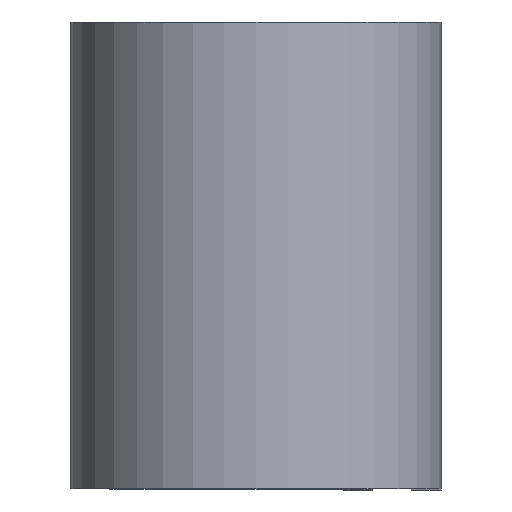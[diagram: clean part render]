
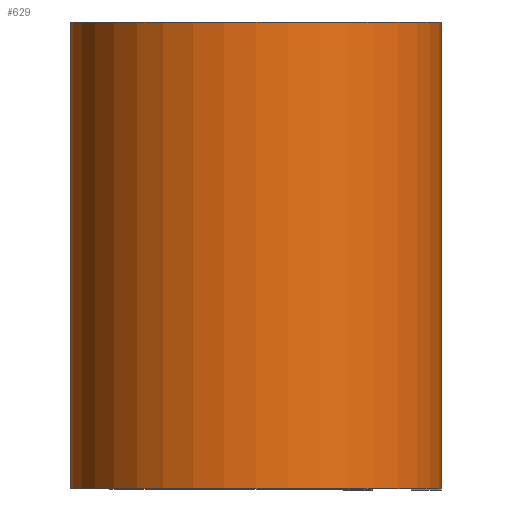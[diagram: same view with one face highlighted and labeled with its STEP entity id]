
A CAD part, top view. The second image highlights one B-rep face of the part: STEP entity #629.
In plain terms, the highlighted cylindrical face has radius 7.569 mm (diameter 15.138 mm), a partial arc.
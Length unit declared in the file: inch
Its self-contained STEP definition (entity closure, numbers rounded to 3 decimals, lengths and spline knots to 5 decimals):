
#28 = EDGE_LOOP ( 'NONE', ( #29, #417, #577, #69 ) ) ;
#29 = ORIENTED_EDGE ( 'NONE', *, *, #649, .T. ) ;
#30 = VECTOR ( 'NONE', #339, 39.37008 ) ;
#69 = ORIENTED_EDGE ( 'NONE', *, *, #572, .T. ) ;
#78 = CARTESIAN_POINT ( 'NONE',  ( 0., 0.375, -0.298 ) ) ;
#114 = AXIS2_PLACEMENT_3D ( 'NONE', #313, #306, #210 ) ;
#133 = VERTEX_POINT ( 'NONE', #736 ) ;
#152 = AXIS2_PLACEMENT_3D ( 'NONE', #255, #201, #672 ) ;
#193 = CIRCLE ( 'NONE', #615, 0.298 ) ;
#201 = DIRECTION ( 'NONE',  ( 0., 1., 0. ) ) ;
#210 = DIRECTION ( 'NONE',  ( 0., 0., -1. ) ) ;
#222 = VECTOR ( 'NONE', #487, 39.37008 ) ;
#236 = CYLINDRICAL_SURFACE ( 'NONE', #114, 0.298 ) ;
#255 = CARTESIAN_POINT ( 'NONE',  ( 0., -0.375, 0. ) ) ;
#257 = CIRCLE ( 'NONE', #152, 0.298 ) ;
#306 = DIRECTION ( 'NONE',  ( 0., -1., 0. ) ) ;
#313 = CARTESIAN_POINT ( 'NONE',  ( 0., 0.375, 0. ) ) ;
#339 = DIRECTION ( 'NONE',  ( 0., -1., 0. ) ) ;
#340 = EDGE_CURVE ( 'NONE', #405, #696, #193, .T. ) ;
#393 = LINE ( 'NONE', #551, #222 ) ;
#405 = VERTEX_POINT ( 'NONE', #78 ) ;
#415 = FACE_OUTER_BOUND ( 'NONE', #28, .T. ) ;
#417 = ORIENTED_EDGE ( 'NONE', *, *, #661, .F. ) ;
#435 = CARTESIAN_POINT ( 'NONE',  ( 0., 0.375, 0. ) ) ;
#439 = DIRECTION ( 'NONE',  ( 0., 1., 0. ) ) ;
#441 = DIRECTION ( 'NONE',  ( 1., 0., 0. ) ) ;
#487 = DIRECTION ( 'NONE',  ( 0., -1., 0. ) ) ;
#523 = CARTESIAN_POINT ( 'NONE',  ( 0., -0.375, -0.298 ) ) ;
#551 = CARTESIAN_POINT ( 'NONE',  ( 0.298, 0.375, 0. ) ) ;
#572 = EDGE_CURVE ( 'NONE', #405, #591, #630, .T. ) ;
#577 = ORIENTED_EDGE ( 'NONE', *, *, #340, .F. ) ;
#591 = VERTEX_POINT ( 'NONE', #523 ) ;
#615 = AXIS2_PLACEMENT_3D ( 'NONE', #435, #439, #441 ) ;
#629 = ADVANCED_FACE ( 'NONE', ( #415 ), #236, .T. ) ;
#630 = LINE ( 'NONE', #709, #30 ) ;
#649 = EDGE_CURVE ( 'NONE', #591, #133, #257, .T. ) ;
#661 = EDGE_CURVE ( 'NONE', #696, #133, #393, .T. ) ;
#663 = CARTESIAN_POINT ( 'NONE',  ( 0.298, 0.375, 0. ) ) ;
#672 = DIRECTION ( 'NONE',  ( 1., 0., 0. ) ) ;
#696 = VERTEX_POINT ( 'NONE', #663 ) ;
#709 = CARTESIAN_POINT ( 'NONE',  ( 0., 0.375, -0.298 ) ) ;
#736 = CARTESIAN_POINT ( 'NONE',  ( 0.298, -0.375, 0. ) ) ;
